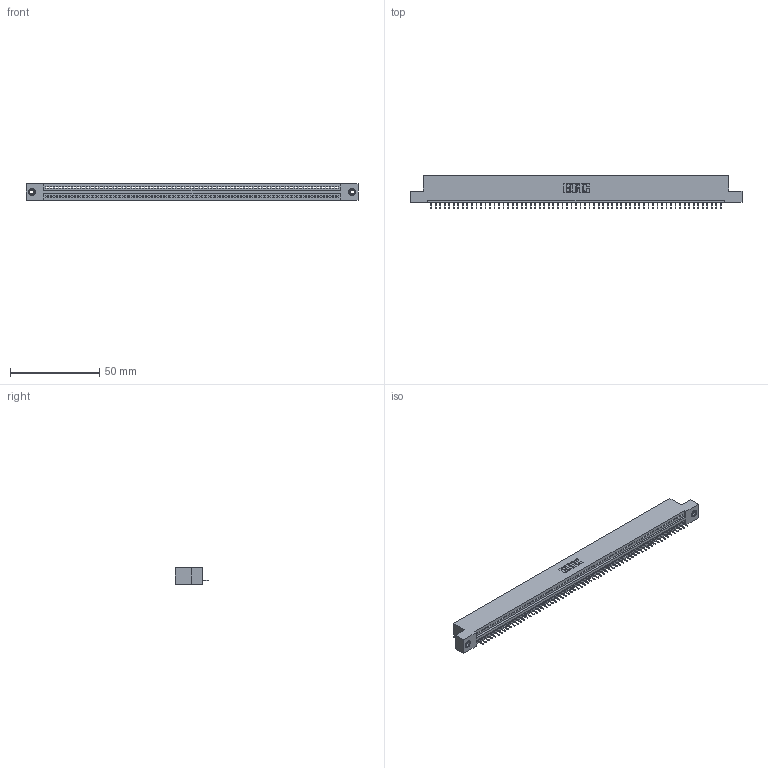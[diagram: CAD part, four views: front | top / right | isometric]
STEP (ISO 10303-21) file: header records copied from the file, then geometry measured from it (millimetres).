
FILE_DESCRIPTION (( 'STEP AP203' ), '1' );
FILE_NAME ('845-065-525-108.STEP', '2020-09-23T18:25:58', ( '' ), ( '' ), 'SwSTEP 2.0', 'SolidWorks 2020', '' );
FILE_SCHEMA (( 'CONFIG_CONTROL_DESIGN' ));
Length unit declared in the file: inch
Products named in the file (4): 345-250-001_345-250-003-102; 845 Part_Flush Mounting Lugs - 0.156 Dia-TI; 845-065-525-108; 345-292-001_345-293-125
Assembly tree (68 placements, depth 2):
  845-065-525-108
    845 Part_Flush Mounting Lugs - 0.156 Dia-TI
    345-292-001_345-293-125  x65
    345-250-001_345-250-003-102  x2
Bounding box: 186.31 x 18.72 x 9.4 mm (x, y, z)
Volume: 17612.3 mm3; surface area: 22851.9 mm2
Topology: 68 solids, 68 shells, 4216 faces, 12177 edges, 7850 vertices
Faces by surface type: plane 3102, cylinder 1098, cone 12, torus 4
Entity records: 47084 total; most frequent: CARTESIAN_POINT 8134, ORIENTED_EDGE 8126, DIRECTION 7099, EDGE_CURVE 4063, LINE 3655, VECTOR 3655, VERTEX_POINT 2700, AXIS2_PLACEMENT_3D 1722
